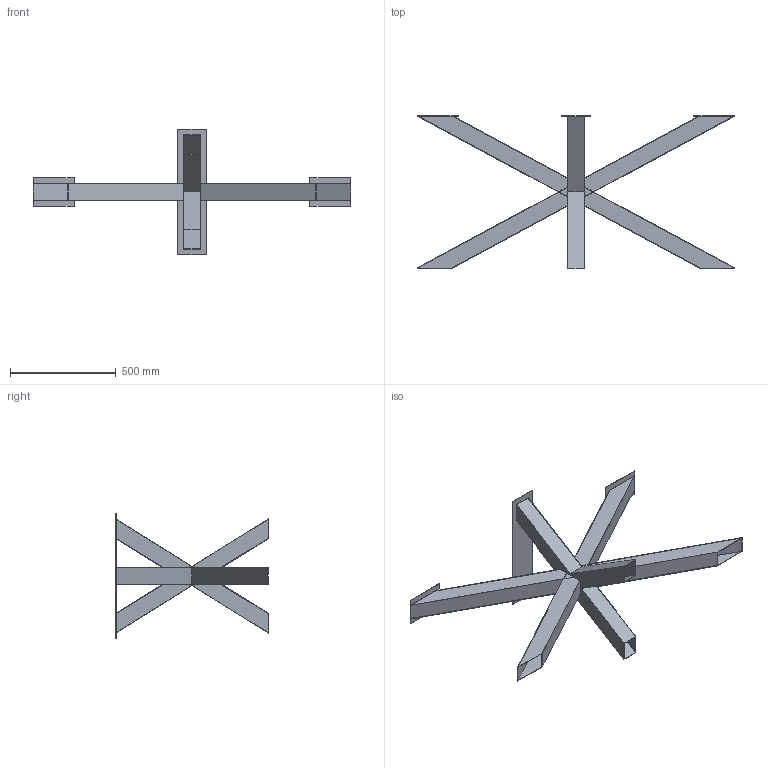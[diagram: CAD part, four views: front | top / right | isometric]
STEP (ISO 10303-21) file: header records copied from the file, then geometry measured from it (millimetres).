
FILE_DESCRIPTION(('STEP AP214'),'1');
FILE_NAME('3036450 Medley.STP','2025-07-31T07:43:28',(' '),(' '),'Spatial InterOp 3D',' ',' ');
FILE_SCHEMA(('AUTOMOTIVE_DESIGN { 1 0 10303 214 1 1 1 1 }'));
Length unit declared in the file: millimetre
Products named in the file (1): 3D-Objekt
Bounding box: 1500 x 720 x 595.33 mm (x, y, z)
Volume: 3137339.3 mm3; surface area: 3126631.4 mm2
Topology: 1 solids, 28 shells, 238 faces, 522 edges, 348 vertices
Faces by surface type: plane 238
Entity records: 6362 total; most frequent: CARTESIAN_POINT 1109, ORIENTED_EDGE 1044, DIRECTION 1000, EDGE_CURVE 522, LINE 522, VECTOR 522, VERTEX_POINT 348, EDGE_LOOP 248
